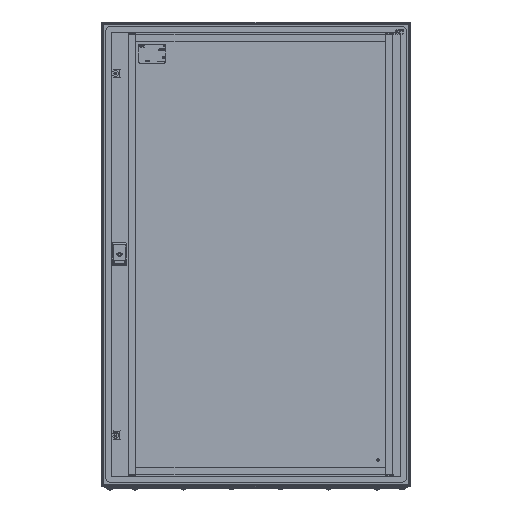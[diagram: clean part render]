
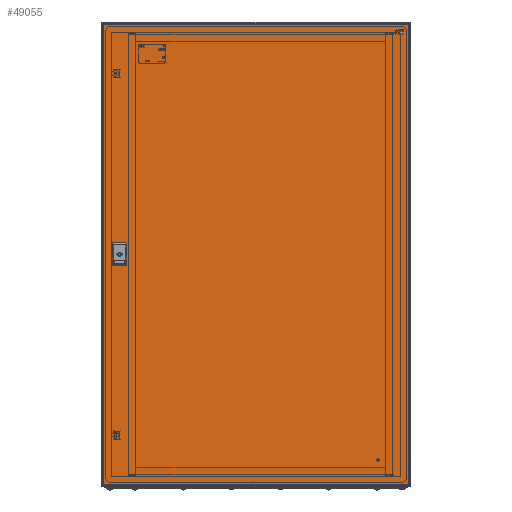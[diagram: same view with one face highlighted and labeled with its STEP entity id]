
A CAD part, front view. The second image highlights one B-rep face of the part: STEP entity #49055.
In plain terms, the highlighted face is planar.
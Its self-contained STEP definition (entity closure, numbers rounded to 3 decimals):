
#48522=DIRECTION('',(0.,1.,0.));
#48523=VECTOR('',#48522,788.4);
#48524=CARTESIAN_POINT('',(-594.5,-394.2,0.));
#48525=LINE('',#48524,#48523);
#48567=DIRECTION('',(1.,0.,0.));
#48568=VECTOR('',#48567,1189.);
#48569=CARTESIAN_POINT('',(-594.5,394.2,0.));
#48570=LINE('',#48569,#48568);
#48721=DIRECTION('',(0.,-1.,0.));
#48722=VECTOR('',#48721,788.4);
#48723=CARTESIAN_POINT('',(594.5,394.2,0.));
#48724=LINE('',#48723,#48722);
#48759=DIRECTION('',(-1.,0.,0.));
#48760=VECTOR('',#48759,1189.);
#48761=CARTESIAN_POINT('',(594.5,-394.2,0.));
#48762=LINE('',#48761,#48760);
#48909=DIRECTION('',(0.,1.,0.));
#48910=VECTOR('',#48909,25.);
#48911=CARTESIAN_POINT('',(25.,-365.5,0.));
#48912=LINE('',#48911,#48910);
#48923=DIRECTION('',(1.,0.,0.));
#48924=VECTOR('',#48923,50.);
#48925=CARTESIAN_POINT('',(-25.,-365.5,0.));
#48926=LINE('',#48925,#48924);
#48937=DIRECTION('',(0.,-1.,0.));
#48938=VECTOR('',#48937,25.);
#48939=CARTESIAN_POINT('',(-25.,-340.5,0.));
#48940=LINE('',#48939,#48938);
#48951=DIRECTION('',(-1.,0.,0.));
#48952=VECTOR('',#48951,50.);
#48953=CARTESIAN_POINT('',(25.,-340.5,0.));
#48954=LINE('',#48953,#48952);
#48958=CARTESIAN_POINT('',(-594.5,-394.2,0.));
#48959=CARTESIAN_POINT('',(-594.5,394.2,0.));
#48960=VERTEX_POINT('',#48958);
#48961=VERTEX_POINT('',#48959);
#48962=CARTESIAN_POINT('',(594.5,-394.2,0.));
#48963=VERTEX_POINT('',#48962);
#48964=CARTESIAN_POINT('',(594.5,394.2,0.));
#48965=VERTEX_POINT('',#48964);
#48966=CARTESIAN_POINT('',(-25.,-365.5,0.));
#48967=CARTESIAN_POINT('',(25.,-365.5,0.));
#48968=VERTEX_POINT('',#48966);
#48969=VERTEX_POINT('',#48967);
#48970=CARTESIAN_POINT('',(-25.,-340.5,0.));
#48971=VERTEX_POINT('',#48970);
#48972=CARTESIAN_POINT('',(25.,-340.5,0.));
#48973=VERTEX_POINT('',#48972);
#49030=CARTESIAN_POINT('',(0.,0.,0.));
#49031=DIRECTION('',(0.,0.,-1.));
#49032=DIRECTION('',(-1.,0.,0.));
#49033=AXIS2_PLACEMENT_3D('',#49030,#49031,#49032);
#49034=PLANE('',#49033);
#49036=ORIENTED_EDGE('',*,*,#49035,.F.);
#49038=ORIENTED_EDGE('',*,*,#49037,.F.);
#49040=ORIENTED_EDGE('',*,*,#49039,.F.);
#49042=ORIENTED_EDGE('',*,*,#49041,.F.);
#49043=EDGE_LOOP('',(#49036,#49038,#49040,#49042));
#49044=FACE_OUTER_BOUND('',#49043,.F.);
#49046=ORIENTED_EDGE('',*,*,#49045,.F.);
#49048=ORIENTED_EDGE('',*,*,#49047,.F.);
#49050=ORIENTED_EDGE('',*,*,#49049,.F.);
#49052=ORIENTED_EDGE('',*,*,#49051,.F.);
#49053=EDGE_LOOP('',(#49046,#49048,#49050,#49052));
#49054=FACE_BOUND('',#49053,.F.);
#49035=EDGE_CURVE('',#48960,#48961,#48525,.T.);
#49037=EDGE_CURVE('',#48963,#48960,#48762,.T.);
#49039=EDGE_CURVE('',#48965,#48963,#48724,.T.);
#49041=EDGE_CURVE('',#48961,#48965,#48570,.T.);
#49045=EDGE_CURVE('',#48968,#48969,#48926,.T.);
#49047=EDGE_CURVE('',#48971,#48968,#48940,.T.);
#49049=EDGE_CURVE('',#48973,#48971,#48954,.T.);
#49051=EDGE_CURVE('',#48969,#48973,#48912,.T.);
#49055=ADVANCED_FACE('',(#49044,#49054),#49034,.T.);
